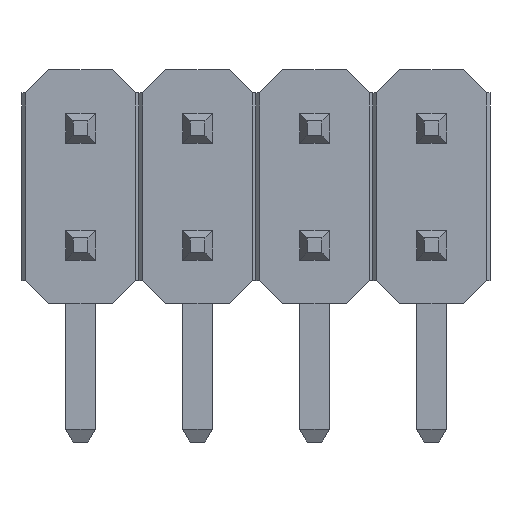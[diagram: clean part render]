
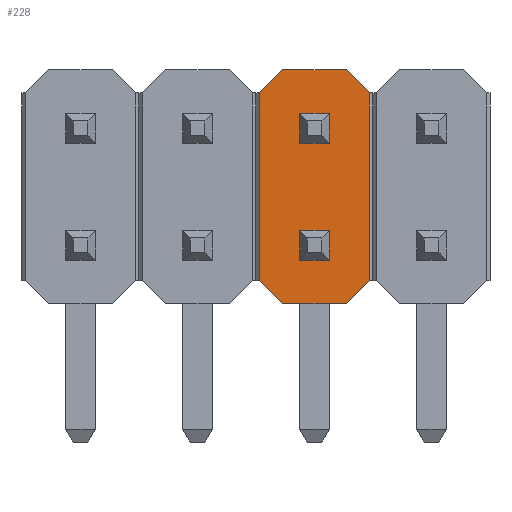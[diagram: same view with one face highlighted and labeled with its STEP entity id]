
A CAD part, front view. The second image highlights one B-rep face of the part: STEP entity #228.
In plain terms, the highlighted planar face has unit normal (0, -1, 0).
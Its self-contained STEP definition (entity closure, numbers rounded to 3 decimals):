
#228=ADVANCED_FACE('',(#2188),#2190,.F.);
#2188=FACE_BOUND('',#2189,.T.);
#2189=EDGE_LOOP('',(#3706,#3707,#3708,#3709,#3710,#3711,#3712,#3713));
#2190=PLANE('',#2191);
#2191=AXIS2_PLACEMENT_3D('',#2192,#2193,#2194);
#2192=CARTESIAN_POINT('',(2.54,-4.185,0.));
#2193=DIRECTION('',(-0.,1.,0.));
#2194=DIRECTION('',(1.,0.,0.));
#3706=ORIENTED_EDGE('',*,*,#4688,.T.);
#3707=ORIENTED_EDGE('',*,*,#4678,.F.);
#3708=ORIENTED_EDGE('',*,*,#4689,.F.);
#3709=ORIENTED_EDGE('',*,*,#4656,.F.);
#3710=ORIENTED_EDGE('',*,*,#4690,.T.);
#3711=ORIENTED_EDGE('',*,*,#4669,.F.);
#3712=ORIENTED_EDGE('',*,*,#4691,.F.);
#3713=ORIENTED_EDGE('',*,*,#4672,.F.);
#4656=EDGE_CURVE('',#5159,#5161,#5162,.T.);
#4669=EDGE_CURVE('',#5179,#5171,#5181,.T.);
#4672=EDGE_CURVE('',#5185,#5187,#5188,.T.);
#4678=EDGE_CURVE('',#5197,#5199,#5200,.T.);
#4688=EDGE_CURVE('',#5185,#5199,#5218,.T.);
#4689=EDGE_CURVE('',#5161,#5197,#5219,.T.);
#4690=EDGE_CURVE('',#5159,#5171,#5220,.T.);
#4691=EDGE_CURVE('',#5187,#5179,#5221,.T.);
#5159=VERTEX_POINT('',#5963);
#5161=VERTEX_POINT('',#5967);
#5162=LINE('',#5968,#5969);
#5171=VERTEX_POINT('',#5991);
#5179=VERTEX_POINT('',#6009);
#5181=LINE('',#6013,#6014);
#5185=VERTEX_POINT('',#6021);
#5187=VERTEX_POINT('',#6025);
#5188=LINE('',#6026,#6027);
#5197=VERTEX_POINT('',#6045);
#5199=VERTEX_POINT('',#6049);
#5200=LINE('',#6050,#6051);
#5218=LINE('',#6088,#6089);
#5219=LINE('',#6091,#6092);
#5220=LINE('',#6094,#6095);
#5221=LINE('',#6097,#6098);
#5963=CARTESIAN_POINT('',(6.265,-4.185,0.5));
#5967=CARTESIAN_POINT('',(5.765,-4.185,0.));
#5968=CARTESIAN_POINT('',(6.265,-4.185,0.5));
#5969=VECTOR('',#5970,1.);
#5970=DIRECTION('',(-0.707,0.,-0.707));
#5991=CARTESIAN_POINT('',(6.265,-4.185,4.58));
#6009=CARTESIAN_POINT('',(5.765,-4.185,5.08));
#6013=CARTESIAN_POINT('',(5.765,-4.185,5.08));
#6014=VECTOR('',#6015,1.);
#6015=DIRECTION('',(0.707,0.,-0.707));
#6021=CARTESIAN_POINT('',(3.895,-4.185,4.58));
#6025=CARTESIAN_POINT('',(4.395,-4.185,5.08));
#6026=CARTESIAN_POINT('',(3.895,-4.185,4.58));
#6027=VECTOR('',#6028,1.);
#6028=DIRECTION('',(0.707,0.,0.707));
#6045=CARTESIAN_POINT('',(4.395,-4.185,0.));
#6049=CARTESIAN_POINT('',(3.895,-4.185,0.5));
#6050=CARTESIAN_POINT('',(4.395,-4.185,0.));
#6051=VECTOR('',#6052,1.);
#6052=DIRECTION('',(-0.707,0.,0.707));
#6088=CARTESIAN_POINT('',(3.895,-4.185,4.58));
#6089=VECTOR('',#6090,1.);
#6090=DIRECTION('',(0.,0.,-1.));
#6091=CARTESIAN_POINT('',(5.765,-4.185,0.));
#6092=VECTOR('',#6093,1.);
#6093=DIRECTION('',(-1.,0.,0.));
#6094=CARTESIAN_POINT('',(6.265,-4.185,0.5));
#6095=VECTOR('',#6096,1.);
#6096=DIRECTION('',(0.,0.,1.));
#6097=CARTESIAN_POINT('',(4.395,-4.185,5.08));
#6098=VECTOR('',#6099,1.);
#6099=DIRECTION('',(1.,0.,0.));
